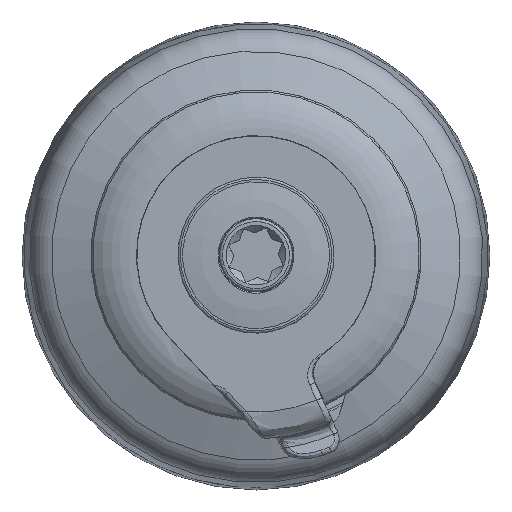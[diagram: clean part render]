
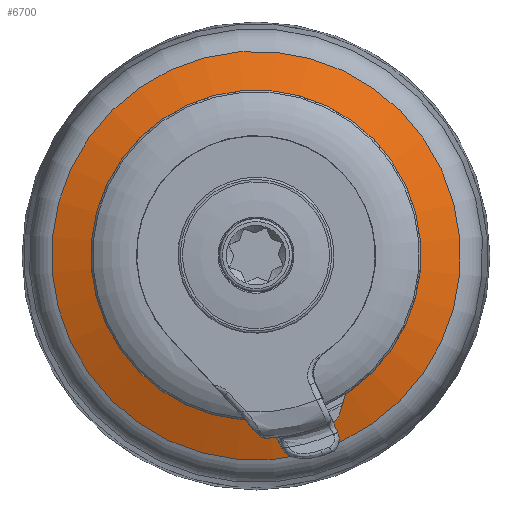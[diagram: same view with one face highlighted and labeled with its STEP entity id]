
A CAD part, top view. The second image highlights one B-rep face of the part: STEP entity #6700.
In plain terms, the highlighted conical face has half-angle 70 degrees and reference radius 76.083 mm.
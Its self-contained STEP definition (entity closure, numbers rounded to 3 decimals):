
#1475=FACE_BOUND('',#2303,.T.);
#1799=FACE_OUTER_BOUND('',#2302,.T.);
#2302=EDGE_LOOP('',(#5764));
#2303=EDGE_LOOP('',(#5765));
#2711=CIRCLE('',#7382,89.139);
#2712=CIRCLE('',#7384,63.028);
#3285=VERTEX_POINT('',#12183);
#3286=VERTEX_POINT('',#12186);
#4149=EDGE_CURVE('',#3285,#3285,#2711,.T.);
#4150=EDGE_CURVE('',#3286,#3286,#2712,.T.);
#5764=ORIENTED_EDGE('',*,*,#4150,.F.);
#5765=ORIENTED_EDGE('',*,*,#4149,.T.);
#6396=CONICAL_SURFACE('',#7383,76.083,70.);
#6700=ADVANCED_FACE('',(#1799,#1475),#6396,.T.);
#7382=AXIS2_PLACEMENT_3D('',#12184,#8983,#8984);
#7383=AXIS2_PLACEMENT_3D('',#12185,#8985,#8986);
#7384=AXIS2_PLACEMENT_3D('',#12187,#8987,#8988);
#8983=DIRECTION('center_axis',(0.,0.,
1.));
#8984=DIRECTION('ref_axis',(0.908,0.419,0.));
#8985=DIRECTION('center_axis',(0.,0.,
-1.));
#8986=DIRECTION('ref_axis',(0.908,0.419,0.));
#8987=DIRECTION('center_axis',(0.,0.,
1.));
#8988=DIRECTION('ref_axis',(0.908,0.419,0.));
#12183=CARTESIAN_POINT('',(80.922,37.381,38.881));
#12184=CARTESIAN_POINT('Origin',(0.,0.,
38.881));
#12185=CARTESIAN_POINT('Origin',(0.,0.,
43.633));
#12186=CARTESIAN_POINT('',(57.218,26.431,48.385));
#12187=CARTESIAN_POINT('Origin',(0.,0.,
48.385));
